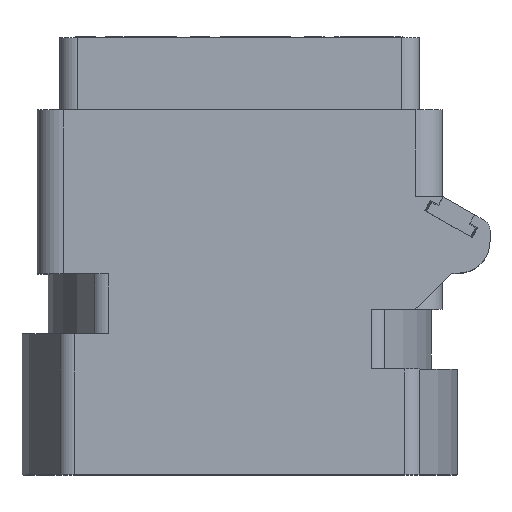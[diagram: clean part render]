
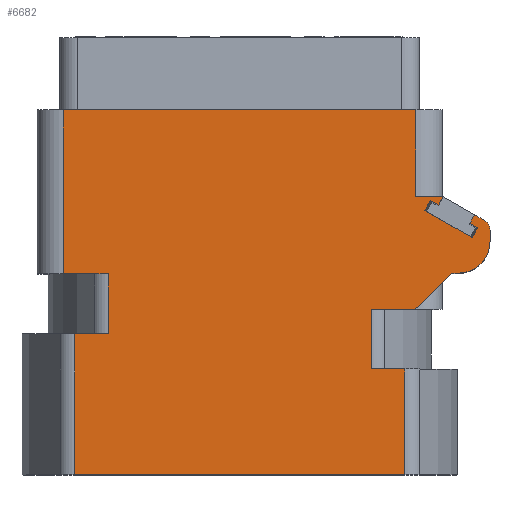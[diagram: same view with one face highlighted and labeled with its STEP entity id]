
A CAD part, top view. The second image highlights one B-rep face of the part: STEP entity #6682.
In plain terms, the highlighted planar face has unit normal (0, 0, 1).
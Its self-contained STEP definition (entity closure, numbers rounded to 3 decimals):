
#136=DIRECTION('',(0.866,-0.5,0.));
#137=VECTOR('',#136,0.525);
#138=CARTESIAN_POINT('',(10.825,15.563,7.5));
#139=LINE('',#138,#137);
#140=DIRECTION('',(0.866,-0.5,0.));
#141=VECTOR('',#140,3.1);
#142=CARTESIAN_POINT('',(10.5,15.,7.5));
#143=LINE('',#142,#141);
#144=DIRECTION('',(0.866,-0.5,0.));
#145=VECTOR('',#144,0.525);
#146=CARTESIAN_POINT('',(13.055,14.275,7.5));
#147=LINE('',#146,#145);
#148=DIRECTION('',(0.5,0.866,0.));
#149=VECTOR('',#148,0.55);
#150=CARTESIAN_POINT('',(13.055,14.275,7.5));
#151=LINE('',#150,#149);
#152=DIRECTION('',(0.866,-0.5,0.));
#153=VECTOR('',#152,0.629);
#154=CARTESIAN_POINT('',(13.33,14.752,7.5));
#155=LINE('',#154,#153);
#156=CARTESIAN_POINT('',(13.55,13.874,7.5));
#157=DIRECTION('',(0.,0.,1.));
#158=DIRECTION('',(1.,0.,0.));
#159=AXIS2_PLACEMENT_3D('',#156,#157,#158);
#161=DIRECTION('',(0.,-1.,0.));
#162=VECTOR('',#161,0.637);
#163=CARTESIAN_POINT('',(14.2,13.874,7.5));
#164=LINE('',#163,#162);
#165=CARTESIAN_POINT('',(12.4,13.237,7.5));
#166=DIRECTION('',(0.,0.,1.));
#167=DIRECTION('',(0.,-1.,0.));
#168=AXIS2_PLACEMENT_3D('',#165,#166,#167);
#170=DIRECTION('',(-1.,0.,0.));
#171=VECTOR('',#170,0.368);
#172=CARTESIAN_POINT('',(12.4,11.437,7.5));
#173=LINE('',#172,#171);
#174=DIRECTION('',(1.,0.,0.));
#175=VECTOR('',#174,18.731);
#176=CARTESIAN_POINT('',(-9.365,0.,7.5));
#177=LINE('',#176,#175);
#178=DIRECTION('',(-1.,0.,0.));
#179=VECTOR('',#178,20.);
#180=CARTESIAN_POINT('',(10.,20.7,7.5));
#181=LINE('',#180,#179);
#182=DIRECTION('',(0.,-1.,0.));
#183=VECTOR('',#182,4.892);
#184=CARTESIAN_POINT('',(10.,20.7,7.5));
#185=LINE('',#184,#183);
#186=DIRECTION('',(1.,0.,0.));
#187=VECTOR('',#186,1.5);
#188=CARTESIAN_POINT('',(10.,15.808,7.5));
#189=LINE('',#188,#187);
#190=DIRECTION('',(0.866,-0.5,0.));
#191=VECTOR('',#190,0.063);
#192=CARTESIAN_POINT('',(11.5,15.808,7.5));
#193=LINE('',#192,#191);
#194=DIRECTION('',(-0.5,-0.866,0.));
#195=VECTOR('',#194,0.55);
#196=CARTESIAN_POINT('',(11.555,15.777,7.5));
#197=LINE('',#196,#195);
#242=DIRECTION('',(-0.5,-0.866,0.));
#243=VECTOR('',#242,0.65);
#244=CARTESIAN_POINT('',(13.51,14.013,7.5));
#245=LINE('',#244,#243);
#254=DIRECTION('',(0.5,0.866,0.));
#255=VECTOR('',#254,0.65);
#256=CARTESIAN_POINT('',(10.5,15.,7.5));
#257=LINE('',#256,#255);
#290=DIRECTION('',(0.707,0.707,0.));
#291=VECTOR('',#290,2.874);
#292=CARTESIAN_POINT('',(10.,9.405,7.5));
#293=LINE('',#292,#291);
#353=DIRECTION('',(1.,0.,0.));
#354=VECTOR('',#353,2.533);
#355=CARTESIAN_POINT('',(7.467,9.4,7.5));
#356=LINE('',#355,#354);
#393=DIRECTION('',(-1.,0.,0.));
#394=VECTOR('',#393,1.898);
#395=CARTESIAN_POINT('',(9.365,6.,7.5));
#396=LINE('',#395,#394);
#397=DIRECTION('',(0.,1.,0.));
#398=VECTOR('',#397,3.4);
#399=CARTESIAN_POINT('',(7.467,6.,7.5));
#400=LINE('',#399,#398);
#443=DIRECTION('',(0.,1.,0.));
#444=VECTOR('',#443,6.);
#445=CARTESIAN_POINT('',(9.365,0.,7.5));
#446=LINE('',#445,#444);
#488=DIRECTION('',(-1.,0.,0.));
#489=VECTOR('',#488,1.898);
#490=CARTESIAN_POINT('',(-7.467,8.,7.5));
#491=LINE('',#490,#489);
#528=DIRECTION('',(1.,0.,0.));
#529=VECTOR('',#528,2.533);
#530=CARTESIAN_POINT('',(-10.,11.4,7.5));
#531=LINE('',#530,#529);
#532=DIRECTION('',(0.,-1.,0.));
#533=VECTOR('',#532,3.4);
#534=CARTESIAN_POINT('',(-7.467,11.4,7.5));
#535=LINE('',#534,#533);
#622=DIRECTION('',(0.,-1.,0.));
#623=VECTOR('',#622,9.3);
#624=CARTESIAN_POINT('',(-10.,20.7,7.5));
#625=LINE('',#624,#623);
#4848=DIRECTION('',(0.,-1.,0.));
#4849=VECTOR('',#4848,8.);
#4850=CARTESIAN_POINT('',(-9.365,8.,7.5));
#4851=LINE('',#4850,#4849);
#4866=DIRECTION('',(0.,1.,0.));
#4867=VECTOR('',#4866,0.005);
#4868=CARTESIAN_POINT('',(10.,9.4,7.5));
#4869=LINE('',#4868,#4867);
#4949=CARTESIAN_POINT('',(14.2,13.874,7.5));
#4950=CARTESIAN_POINT('',(13.875,14.437,7.5));
#4951=VERTEX_POINT('',#4949);
#4952=VERTEX_POINT('',#4950);
#4957=CARTESIAN_POINT('',(13.33,14.752,7.5));
#4958=VERTEX_POINT('',#4957);
#4965=CARTESIAN_POINT('',(-10.,20.7,7.5));
#4966=CARTESIAN_POINT('',(-10.,11.4,7.5));
#4967=VERTEX_POINT('',#4965);
#4968=VERTEX_POINT('',#4966);
#4981=CARTESIAN_POINT('',(10.,9.4,7.5));
#4982=CARTESIAN_POINT('',(10.,9.405,7.5));
#4983=VERTEX_POINT('',#4981);
#4984=VERTEX_POINT('',#4982);
#4997=CARTESIAN_POINT('',(12.032,11.437,7.5));
#4998=VERTEX_POINT('',#4997);
#5001=CARTESIAN_POINT('',(7.467,6.,7.5));
#5002=CARTESIAN_POINT('',(7.467,9.4,7.5));
#5003=VERTEX_POINT('',#5001);
#5004=VERTEX_POINT('',#5002);
#5009=CARTESIAN_POINT('',(9.365,0.,7.5));
#5010=CARTESIAN_POINT('',(9.365,6.,7.5));
#5011=VERTEX_POINT('',#5009);
#5012=VERTEX_POINT('',#5010);
#5033=CARTESIAN_POINT('',(-9.365,8.,7.5));
#5034=CARTESIAN_POINT('',(-9.365,0.,7.5));
#5035=VERTEX_POINT('',#5033);
#5036=VERTEX_POINT('',#5034);
#5041=CARTESIAN_POINT('',(-7.467,11.4,7.5));
#5042=CARTESIAN_POINT('',(-7.467,8.,7.5));
#5043=VERTEX_POINT('',#5041);
#5044=VERTEX_POINT('',#5042);
#5071=CARTESIAN_POINT('',(10.,15.808,7.5));
#5072=CARTESIAN_POINT('',(11.5,15.808,7.5));
#5073=VERTEX_POINT('',#5071);
#5074=VERTEX_POINT('',#5072);
#5075=CARTESIAN_POINT('',(10.,20.7,7.5));
#5076=VERTEX_POINT('',#5075);
#5157=CARTESIAN_POINT('',(12.4,11.437,7.5));
#5158=CARTESIAN_POINT('',(14.2,13.237,7.5));
#5159=VERTEX_POINT('',#5157);
#5160=VERTEX_POINT('',#5158);
#5165=CARTESIAN_POINT('',(11.555,15.777,7.5));
#5166=VERTEX_POINT('',#5165);
#5169=CARTESIAN_POINT('',(10.5,15.,7.5));
#5171=VERTEX_POINT('',#5169);
#5174=CARTESIAN_POINT('',(13.185,13.45,7.5));
#5176=VERTEX_POINT('',#5174);
#5185=CARTESIAN_POINT('',(10.825,15.563,7.5));
#5186=CARTESIAN_POINT('',(11.28,15.3,7.5));
#5187=VERTEX_POINT('',#5185);
#5188=VERTEX_POINT('',#5186);
#5189=CARTESIAN_POINT('',(13.055,14.275,7.5));
#5190=CARTESIAN_POINT('',(13.51,14.013,7.5));
#5191=VERTEX_POINT('',#5189);
#5192=VERTEX_POINT('',#5190);
#6622=CARTESIAN_POINT('',(0.,0.,7.5));
#6623=DIRECTION('',(0.,0.,1.));
#6624=DIRECTION('',(1.,0.,0.));
#6625=AXIS2_PLACEMENT_3D('',#6622,#6623,#6624);
#6626=PLANE('',#6625);
#6628=ORIENTED_EDGE('',*,*,#6627,.F.);
#6630=ORIENTED_EDGE('',*,*,#6629,.F.);
#6632=ORIENTED_EDGE('',*,*,#6631,.T.);
#6634=ORIENTED_EDGE('',*,*,#6633,.F.);
#6636=ORIENTED_EDGE('',*,*,#6635,.F.);
#6638=ORIENTED_EDGE('',*,*,#6637,.T.);
#6639=ORIENTED_EDGE('',*,*,#6550,.T.);
#6641=ORIENTED_EDGE('',*,*,#6640,.F.);
#6643=ORIENTED_EDGE('',*,*,#6642,.T.);
#6645=ORIENTED_EDGE('',*,*,#6644,.F.);
#6647=ORIENTED_EDGE('',*,*,#6646,.T.);
#6649=ORIENTED_EDGE('',*,*,#6648,.F.);
#6651=ORIENTED_EDGE('',*,*,#6650,.F.);
#6653=ORIENTED_EDGE('',*,*,#6652,.F.);
#6655=ORIENTED_EDGE('',*,*,#6654,.F.);
#6657=ORIENTED_EDGE('',*,*,#6656,.F.);
#6659=ORIENTED_EDGE('',*,*,#6658,.F.);
#6661=ORIENTED_EDGE('',*,*,#6660,.F.);
#6663=ORIENTED_EDGE('',*,*,#6662,.F.);
#6665=ORIENTED_EDGE('',*,*,#6664,.F.);
#6667=ORIENTED_EDGE('',*,*,#6666,.F.);
#6669=ORIENTED_EDGE('',*,*,#6668,.F.);
#6671=ORIENTED_EDGE('',*,*,#6670,.F.);
#6673=ORIENTED_EDGE('',*,*,#6672,.F.);
#6674=ORIENTED_EDGE('',*,*,#6612,.T.);
#6676=ORIENTED_EDGE('',*,*,#6675,.T.);
#6677=ORIENTED_EDGE('',*,*,#6558,.T.);
#6679=ORIENTED_EDGE('',*,*,#6678,.T.);
#6680=EDGE_LOOP('',(#6628,#6630,#6632,#6634,#6636,#6638,#6639,#6641,#6643,#6645,
#6647,#6649,#6651,#6653,#6655,#6657,#6659,#6661,#6663,#6665,#6667,#6669,#6671,
#6673,#6674,#6676,#6677,#6679));
#6681=FACE_OUTER_BOUND('',#6680,.F.);
#6682=ADVANCED_FACE('',(#6681),#6626,.T.);
#160=CIRCLE('',#159,0.65);
#169=CIRCLE('',#168,1.8);
#6550=EDGE_CURVE('',#4958,#4952,#155,.T.);
#6558=EDGE_CURVE('',#5074,#5166,#193,.T.);
#6612=EDGE_CURVE('',#5076,#5073,#185,.T.);
#6627=EDGE_CURVE('',#5187,#5188,#139,.T.);
#6629=EDGE_CURVE('',#5171,#5187,#257,.T.);
#6631=EDGE_CURVE('',#5171,#5176,#143,.T.);
#6633=EDGE_CURVE('',#5192,#5176,#245,.T.);
#6635=EDGE_CURVE('',#5191,#5192,#147,.T.);
#6637=EDGE_CURVE('',#5191,#4958,#151,.T.);
#6640=EDGE_CURVE('',#4951,#4952,#160,.T.);
#6642=EDGE_CURVE('',#4951,#5160,#164,.T.);
#6644=EDGE_CURVE('',#5159,#5160,#169,.T.);
#6646=EDGE_CURVE('',#5159,#4998,#173,.T.);
#6648=EDGE_CURVE('',#4984,#4998,#293,.T.);
#6650=EDGE_CURVE('',#4983,#4984,#4869,.T.);
#6652=EDGE_CURVE('',#5004,#4983,#356,.T.);
#6654=EDGE_CURVE('',#5003,#5004,#400,.T.);
#6656=EDGE_CURVE('',#5012,#5003,#396,.T.);
#6658=EDGE_CURVE('',#5011,#5012,#446,.T.);
#6660=EDGE_CURVE('',#5036,#5011,#177,.T.);
#6662=EDGE_CURVE('',#5035,#5036,#4851,.T.);
#6664=EDGE_CURVE('',#5044,#5035,#491,.T.);
#6666=EDGE_CURVE('',#5043,#5044,#535,.T.);
#6668=EDGE_CURVE('',#4968,#5043,#531,.T.);
#6670=EDGE_CURVE('',#4967,#4968,#625,.T.);
#6672=EDGE_CURVE('',#5076,#4967,#181,.T.);
#6675=EDGE_CURVE('',#5073,#5074,#189,.T.);
#6678=EDGE_CURVE('',#5166,#5188,#197,.T.);
